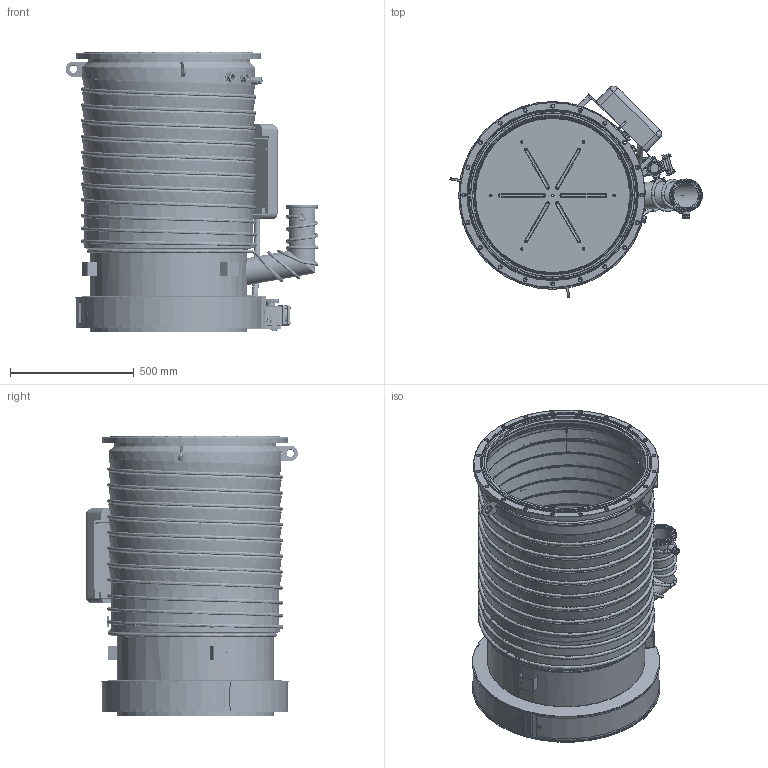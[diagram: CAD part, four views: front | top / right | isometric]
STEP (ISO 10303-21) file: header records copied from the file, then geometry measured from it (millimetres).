
FILE_DESCRIPTION(('STEP AP242'), '1');
FILE_NAME('ÍÄ-630 ñ ÁÀ èñõîäíèê ïîâåðõíîñòÿìè', '2025-09-10T10:35:35', ('User'), (''), 'C3D Converter', 'C3D Toolkit', '');
FILE_SCHEMA(('AP242_MANAGED_MODEL_BASED_3D_ENGINEERING_MIM_LF { 1 0 10303 442 1 1 4 }'));
Length unit declared in the file: millimetre
Bounding box: 1022.44 x 857.83 x 1136.85 mm (x, y, z)
Surface area: 8073400.1 mm2 (no closed solid volume)
Topology: 0 solids, 148 shells, 1061 faces, 3572 edges, 2533 vertices
Faces by surface type: plane 378, cylinder 363, cone 111, bspline 91, torus 83, sphere 32, revolution 3
Full cylindrical faces by diameter (mm): 1.2 x4, 2.459 x1, 3 x8, 3.1 x2, 3.4 x2, 3.5 x2, 4.2 x1, 5 x3, 6 x3, 6.6 x1, 10 x10, 12 x14, 12.2 x1, 13 x2, 14 x43, 14.2 x1, 18 x3, 18.632 x2, 20 x1, 22 x1, 22.376 x2, 24 x2, 25 x3, 26 x2, 28 x2, 30 x4, 31.5 x2, 36 x1, 39 x2, 40 x2
Entity records: 125681 total; most frequent: CARTESIAN_POINT 96839, DIRECTION 5878, ORIENTED_EDGE 4962, EDGE_CURVE 3217, VERTEX_POINT 2524, AXIS2_PLACEMENT_3D 2358, EDGE_LOOP 1668, CIRCLE 1390
